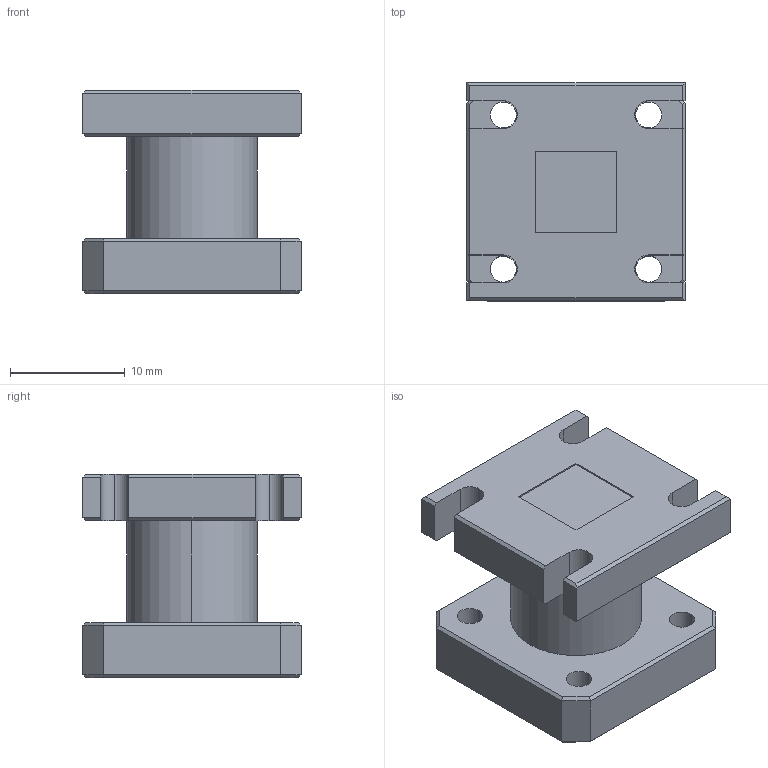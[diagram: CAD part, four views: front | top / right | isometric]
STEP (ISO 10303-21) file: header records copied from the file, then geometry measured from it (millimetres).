
FILE_DESCRIPTION (( 'STEP AP203' ), '1' );
FILE_NAME ('SWT-280250-SA-C-QC.STEP', '2018-11-20T00:59:25', ( '' ), ( '' ), 'SwSTEP 2.0', 'SolidWorks 2016', '' );
FILE_SCHEMA (( 'CONFIG_CONTROL_DESIGN' ));
Length unit declared in the file: inch
Products named in the file (1): SWT-280250-SA-C-QC
Bounding box: 19.05 x 19.05 x 17.78 mm (x, y, z)
Volume: 3847.3 mm3; surface area: 2324.5 mm2
Topology: 1 solids, 1 shells, 84 faces, 210 edges, 132 vertices
Faces by surface type: plane 66, cylinder 18
Entity records: 2553 total; most frequent: CARTESIAN_POINT 427, ORIENTED_EDGE 420, DIRECTION 416, EDGE_CURVE 210, VECTOR 174, LINE 174, VERTEX_POINT 132, AXIS2_PLACEMENT_3D 121
